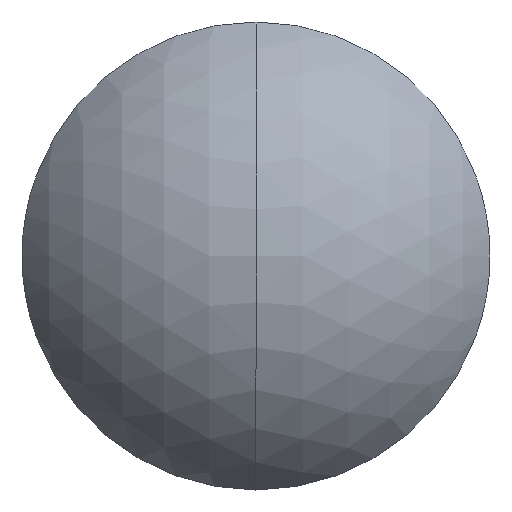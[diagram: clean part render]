
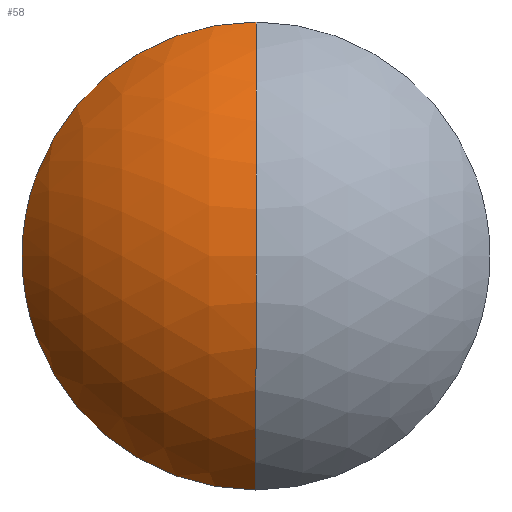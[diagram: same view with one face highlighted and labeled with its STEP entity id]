
A CAD part, top view. The second image highlights one B-rep face of the part: STEP entity #58.
In plain terms, the highlighted spherical face has radius 43.78 mm.
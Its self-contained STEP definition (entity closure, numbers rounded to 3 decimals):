
#41 = EDGE_CURVE ( 'NONE', #50, #54, #129, .T. ) ;
#46 = ORIENTED_EDGE ( 'NONE', *, *, #41, .T. ) ;
#47 = VERTEX_POINT ( 'NONE', #220 ) ;
#48 = ORIENTED_EDGE ( 'NONE', *, *, #51, .F. ) ;
#50 = VERTEX_POINT ( 'NONE', #222 ) ;
#51 = EDGE_CURVE ( 'NONE', #50, #47, #189, .T. ) ;
#52 = ORIENTED_EDGE ( 'NONE', *, *, #59, .T. ) ;
#53 = VERTEX_POINT ( 'NONE', #244 ) ;
#54 = VERTEX_POINT ( 'NONE', #243 ) ;
#55 = EDGE_LOOP ( 'NONE', ( #57, #52, #48, #46 ) ) ;
#56 = EDGE_CURVE ( 'NONE', #54, #53, #241, .T. ) ;
#57 = ORIENTED_EDGE ( 'NONE', *, *, #56, .T. ) ;
#58 = ADVANCED_FACE ( 'NONE', ( #242 ), #192, .T. ) ;
#59 = EDGE_CURVE ( 'NONE', #53, #47, #186, .T. ) ;
#125 = DIRECTION ( 'NONE',  ( 1., 0., 0. ) ) ;
#126 = DIRECTION ( 'NONE',  ( 0., 0., 1. ) ) ;
#127 = CARTESIAN_POINT ( 'NONE',  ( 0., 0., -9.097 ) ) ;
#128 = AXIS2_PLACEMENT_3D ( 'NONE', #127, #126, #125 ) ;
#129 = CIRCLE ( 'NONE', #128, 37.5 ) ;
#180 = DIRECTION ( 'NONE',  ( 0., -1., 0. ) ) ;
#181 = DIRECTION ( 'NONE',  ( -1., 0., 0. ) ) ;
#182 = CARTESIAN_POINT ( 'NONE',  ( 0., 0., -31.69 ) ) ;
#183 = AXIS2_PLACEMENT_3D ( 'NONE', #182, #181, #180 ) ;
#184 = DIRECTION ( 'NONE',  ( 0., 1., 0. ) ) ;
#185 = DIRECTION ( 'NONE',  ( -1., 0., 0. ) ) ;
#186 = CIRCLE ( 'NONE', #183, 43.78 ) ;
#187 = CARTESIAN_POINT ( 'NONE',  ( 0., 0., -31.69 ) ) ;
#188 = AXIS2_PLACEMENT_3D ( 'NONE', #187, #246, #245 ) ;
#189 = CIRCLE ( 'NONE', #188, 43.78 ) ;
#190 = CARTESIAN_POINT ( 'NONE',  ( 0., 0., -31.69 ) ) ;
#191 = AXIS2_PLACEMENT_3D ( 'NONE', #190, #185, #184 ) ;
#192 = SPHERICAL_SURFACE ( 'NONE', #191, 43.78 ) ;
#208 = DIRECTION ( 'NONE',  ( 1., 0., 0. ) ) ;
#209 = DIRECTION ( 'NONE',  ( 0., 0., 1. ) ) ;
#210 = CARTESIAN_POINT ( 'NONE',  ( 0., 0., -9.097 ) ) ;
#220 = CARTESIAN_POINT ( 'NONE',  ( 0., 0., 12.09 ) ) ;
#222 = CARTESIAN_POINT ( 'NONE',  ( 0., 37.5, -9.097 ) ) ;
#240 = AXIS2_PLACEMENT_3D ( 'NONE', #210, #209, #208 ) ;
#241 = CIRCLE ( 'NONE', #240, 37.5 ) ;
#242 = FACE_OUTER_BOUND ( 'NONE', #55, .T. ) ;
#243 = CARTESIAN_POINT ( 'NONE',  ( -37.5, 0., -9.097 ) ) ;
#244 = CARTESIAN_POINT ( 'NONE',  ( 0., -37.5, -9.097 ) ) ;
#245 = DIRECTION ( 'NONE',  ( 0., 0., -1. ) ) ;
#246 = DIRECTION ( 'NONE',  ( 1., 0., 0. ) ) ;
